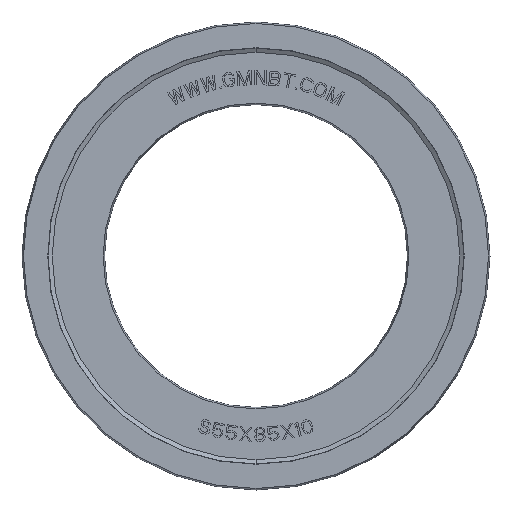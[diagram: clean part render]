
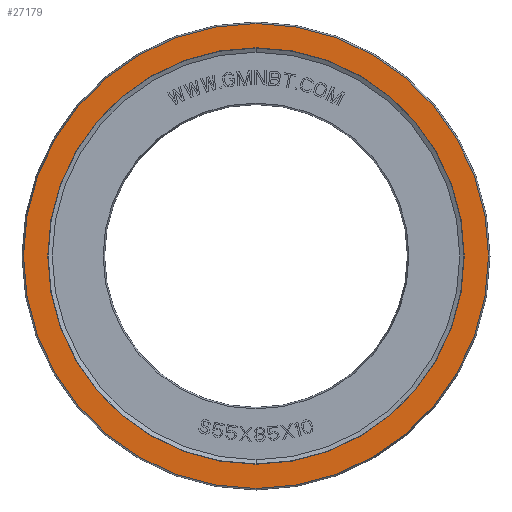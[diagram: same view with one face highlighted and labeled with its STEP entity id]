
A CAD part, front view. The second image highlights one B-rep face of the part: STEP entity #27179.
In plain terms, the highlighted planar face has unit normal (0, -1, 0).
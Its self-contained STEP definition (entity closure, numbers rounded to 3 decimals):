
#26452=CARTESIAN_POINT('',(0.,-5.,0.));
#26453=DIRECTION('',(0.,1.,0.));
#26454=DIRECTION('',(0.,0.,-1.));
#26455=AXIS2_PLACEMENT_3D('',#26452,#26453,#26454);
#26460=CARTESIAN_POINT('',(0.,-5.,0.));
#26461=DIRECTION('',(0.,-1.,0.));
#26462=DIRECTION('',(0.,0.,-1.));
#26463=AXIS2_PLACEMENT_3D('',#26460,#26461,#26462);
#26475=CARTESIAN_POINT('',(0.,-5.,0.));
#26476=DIRECTION('',(0.,-1.,0.));
#26477=DIRECTION('',(0.,0.,-1.));
#26478=AXIS2_PLACEMENT_3D('',#26475,#26476,#26477);
#26490=CARTESIAN_POINT('',(0.,-5.,0.));
#26491=DIRECTION('',(0.,1.,0.));
#26492=DIRECTION('',(0.,0.,-1.));
#26493=AXIS2_PLACEMENT_3D('',#26490,#26491,#26492);
#26856=CARTESIAN_POINT('',(0.,-5.,-37.816));
#26857=VERTEX_POINT('',#26856);
#26858=CARTESIAN_POINT('',(0.,-5.,-42.232));
#26860=VERTEX_POINT('',#26858);
#26900=CARTESIAN_POINT('',(0.,-5.,37.816));
#26901=VERTEX_POINT('',#26900);
#26902=CARTESIAN_POINT('',(0.,-5.,42.232));
#26904=VERTEX_POINT('',#26902);
#27164=CARTESIAN_POINT('',(0.,-5.,0.));
#27165=DIRECTION('',(0.,1.,0.));
#27166=DIRECTION('',(0.,0.,-1.));
#27167=AXIS2_PLACEMENT_3D('',#27164,#27165,#27166);
#27168=PLANE('',#27167);
#27170=ORIENTED_EDGE('',*,*,#27169,.F.);
#27172=ORIENTED_EDGE('',*,*,#27171,.T.);
#27173=EDGE_LOOP('',(#27170,#27172));
#27174=FACE_OUTER_BOUND('',#27173,.F.);
#27175=ORIENTED_EDGE('',*,*,#27157,.F.);
#27176=ORIENTED_EDGE('',*,*,#27146,.T.);
#27177=EDGE_LOOP('',(#27175,#27176));
#27178=FACE_BOUND('',#27177,.F.);
#26456=CIRCLE('',#26455,37.816);
#26464=CIRCLE('',#26463,37.816);
#26479=CIRCLE('',#26478,42.232);
#26494=CIRCLE('',#26493,42.232);
#27146=EDGE_CURVE('',#26857,#26901,#26464,.T.);
#27157=EDGE_CURVE('',#26857,#26901,#26456,.T.);
#27169=EDGE_CURVE('',#26860,#26904,#26479,.T.);
#27171=EDGE_CURVE('',#26860,#26904,#26494,.T.);
#27179=ADVANCED_FACE('',(#27174,#27178),#27168,.F.);
